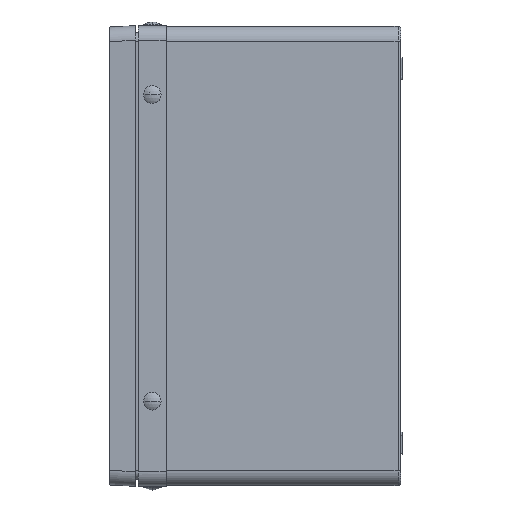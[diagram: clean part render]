
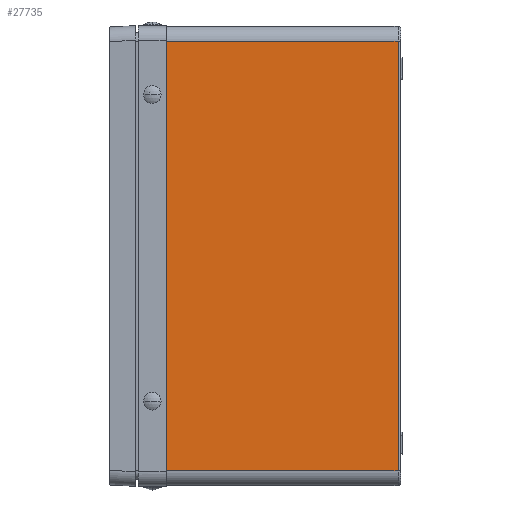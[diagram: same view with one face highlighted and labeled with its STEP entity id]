
A CAD part, left-side view. The second image highlights one B-rep face of the part: STEP entity #27735.
In plain terms, the highlighted planar face has unit normal (-1, 0, 0).
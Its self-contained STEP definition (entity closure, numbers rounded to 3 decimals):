
#973 = EDGE_LOOP ( 'NONE', ( #9192, #5788, #2460, #36782 ) ) ;
#2460 = ORIENTED_EDGE ( 'NONE', *, *, #31581, .T. ) ;
#4199 = AXIS2_PLACEMENT_3D ( 'NONE', #22811, #28838, #10799 ) ;
#5043 = DIRECTION ( 'NONE',  ( 0., 0., 1. ) ) ;
#5259 = EDGE_CURVE ( 'NONE', #20504, #6207, #20323, .T. ) ;
#5788 = ORIENTED_EDGE ( 'NONE', *, *, #36827, .T. ) ;
#6207 = VERTEX_POINT ( 'NONE', #10286 ) ;
#6875 = CARTESIAN_POINT ( 'NONE',  ( -202., -160., 146.5 ) ) ;
#8284 = DIRECTION ( 'NONE',  ( 0., 0., 1. ) ) ;
#9192 = ORIENTED_EDGE ( 'NONE', *, *, #5259, .T. ) ;
#9707 = DIRECTION ( 'NONE',  ( 0., -1., 0. ) ) ;
#9902 = DIRECTION ( 'NONE',  ( 0., 1., 0. ) ) ;
#9987 = LINE ( 'NONE', #20055, #17072 ) ;
#10286 = CARTESIAN_POINT ( 'NONE',  ( -202., -158., -146.5 ) ) ;
#10735 = CARTESIAN_POINT ( 'NONE',  ( -202., -158., 146.5 ) ) ;
#10799 = DIRECTION ( 'NONE',  ( 0., 0., 1. ) ) ;
#11193 = CARTESIAN_POINT ( 'NONE',  ( -202., 0., -156.5 ) ) ;
#12106 = LINE ( 'NONE', #6875, #19154 ) ;
#12285 = VERTEX_POINT ( 'NONE', #10735 ) ;
#12328 = VECTOR ( 'NONE', #9707, 1000. ) ;
#14139 = LINE ( 'NONE', #11193, #37219 ) ;
#15678 = EDGE_CURVE ( 'NONE', #20504, #35473, #14139, .T. ) ;
#17072 = VECTOR ( 'NONE', #5043, 1000. ) ;
#17826 = CARTESIAN_POINT ( 'NONE',  ( -202., 0., 146.5 ) ) ;
#18487 = FACE_OUTER_BOUND ( 'NONE', #973, .T. ) ;
#19154 = VECTOR ( 'NONE', #9902, 1000. ) ;
#20055 = CARTESIAN_POINT ( 'NONE',  ( -202., -158., 146.5 ) ) ;
#20323 = LINE ( 'NONE', #31316, #12328 ) ;
#20495 = CARTESIAN_POINT ( 'NONE',  ( -202., 0., -146.5 ) ) ;
#20504 = VERTEX_POINT ( 'NONE', #20495 ) ;
#22811 = CARTESIAN_POINT ( 'NONE',  ( -202., -160., -156.5 ) ) ;
#27735 = ADVANCED_FACE ( 'NONE', ( #18487 ), #28710, .T. ) ;
#28710 = PLANE ( 'NONE',  #4199 ) ;
#28838 = DIRECTION ( 'NONE',  ( -1., 0., 0. ) ) ;
#31316 = CARTESIAN_POINT ( 'NONE',  ( -202., -160., -146.5 ) ) ;
#31581 = EDGE_CURVE ( 'NONE', #12285, #35473, #12106, .T. ) ;
#35473 = VERTEX_POINT ( 'NONE', #17826 ) ;
#36782 = ORIENTED_EDGE ( 'NONE', *, *, #15678, .F. ) ;
#36827 = EDGE_CURVE ( 'NONE', #6207, #12285, #9987, .T. ) ;
#37219 = VECTOR ( 'NONE', #8284, 1000. ) ;
